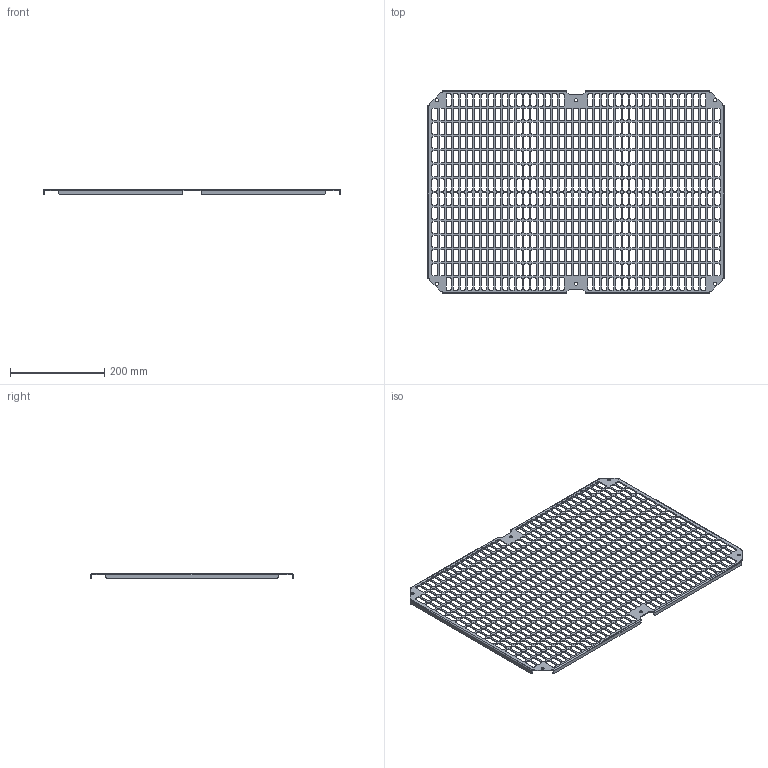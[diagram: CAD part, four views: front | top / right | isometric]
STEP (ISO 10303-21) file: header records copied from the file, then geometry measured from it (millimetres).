
FILE_DESCRIPTION (( 'STEP AP203' ), '1' );
FILE_NAME ('MPP 7050.STEP', '2021-12-08T11:56:38', ( '' ), ( '' ), 'SwSTEP 2.0', 'SolidWorks 2020', '' );
FILE_SCHEMA (( 'CONFIG_CONTROL_DESIGN' ));
Products named in the file (1): MPP 7050
Bounding box: 630 x 430 x 10 mm (x, y, z)
Volume: 245744.7 mm3; surface area: 329335.1 mm2
Topology: 1 solids, 1 shells, 4574 faces, 13716 edges, 9144 vertices
Faces by surface type: plane 2290, cylinder 2284
Entity records: 157809 total; most frequent: CARTESIAN_POINT 27435, DIRECTION 27434, ORIENTED_EDGE 27432, EDGE_CURVE 13716, LINE 9148, VECTOR 9148, VERTEX_POINT 9144, AXIS2_PLACEMENT_3D 9143
